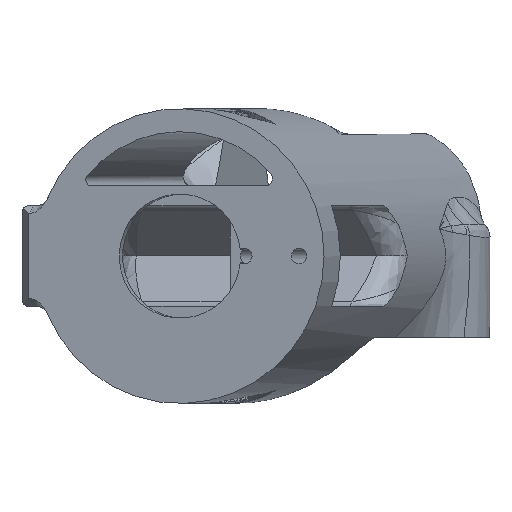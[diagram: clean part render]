
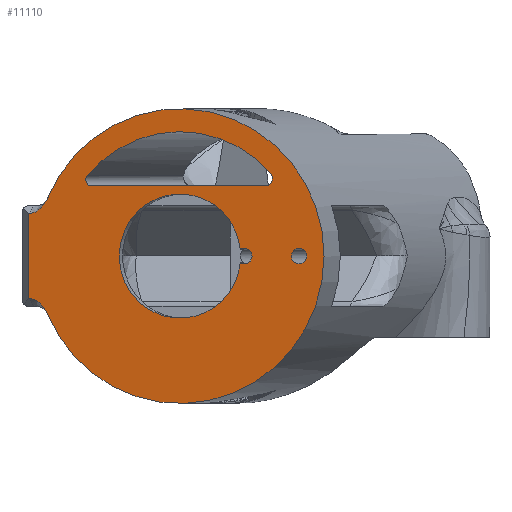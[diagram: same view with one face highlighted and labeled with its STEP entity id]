
A CAD part, left-side view. The second image highlights one B-rep face of the part: STEP entity #11110.
In plain terms, the highlighted planar face has unit normal (-0.978, 0.209, -0.001).
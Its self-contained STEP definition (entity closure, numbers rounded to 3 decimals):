
#552=PLANE('',#11770);
#603=FACE_BOUND('',#1260,.T.);
#604=FACE_BOUND('',#1261,.T.);
#605=FACE_BOUND('',#1262,.T.);
#637=FACE_OUTER_BOUND('',#1259,.T.);
#1259=EDGE_LOOP('',(#8062,#8063,#8064,#8065,#8066,#8067,#8068));
#1260=EDGE_LOOP('',(#8069));
#1261=EDGE_LOOP('',(#8070,#8071,#8072));
#1262=EDGE_LOOP('',(#8073,#8074,#8075,#8076));
#1882=CIRCLE('',#11716,19.);
#1885=CIRCLE('',#11723,19.);
#1895=CIRCLE('',#11745,1.);
#1901=CIRCLE('',#11771,8.);
#1902=CIRCLE('',#11772,1.);
#1903=CIRCLE('',#11773,1.);
#1904=CIRCLE('',#11774,16.);
#1905=CIRCLE('',#11775,1.);
#1906=CIRCLE('',#11776,0.8);
#2475=B_SPLINE_CURVE_WITH_KNOTS('',3,(#16101,#16102,#16103,#16104,#16105,
#16106,#16107,#16108,#16109,#16110),.UNSPECIFIED.,.F.,.F.,(4,2,2,2,4),(0.,
0.061,0.143,0.234,0.328),
 .UNSPECIFIED.);
#2478=B_SPLINE_CURVE_WITH_KNOTS('',3,(#16221,#16222,#16223,#16224,#16225,
#16226,#16227,#16228,#16229,#16230),.UNSPECIFIED.,.F.,.F.,(4,2,2,2,4),(0.,
0.166,0.264,0.309,0.351),
 .UNSPECIFIED.);
#3059=LINE('',#15730,#3709);
#3091=LINE('',#16045,#3741);
#3094=LINE('',#16054,#3744);
#3098=LINE('',#16068,#3748);
#3709=VECTOR('',#11948,10.);
#3741=VECTOR('',#12032,10.);
#3744=VECTOR('',#12041,10.);
#3748=VECTOR('',#12055,10.);
#4380=VERTEX_POINT('',#13140);
#4381=VERTEX_POINT('',#13142);
#4393=VERTEX_POINT('',#13186);
#4883=VERTEX_POINT('',#15727);
#4884=VERTEX_POINT('',#15729);
#4910=VERTEX_POINT('',#15793);
#4929=VERTEX_POINT('',#16042);
#4930=VERTEX_POINT('',#16044);
#4933=VERTEX_POINT('',#16052);
#4938=VERTEX_POINT('',#16066);
#4941=VERTEX_POINT('',#16232);
#4942=VERTEX_POINT('',#16233);
#4943=VERTEX_POINT('',#16235);
#4944=VERTEX_POINT('',#16238);
#4945=VERTEX_POINT('',#16239);
#5598=EDGE_CURVE('',#4381,#4380,#1882,.F.);
#5611=EDGE_CURVE('',#4380,#4393,#1885,.F.);
#6104=EDGE_CURVE('',#4884,#4883,#3059,.T.);
#6137=EDGE_CURVE('',#4910,#4910,#1895,.T.);
#6163=EDGE_CURVE('',#4929,#4930,#3091,.T.);
#6168=EDGE_CURVE('',#4933,#4929,#3094,.T.);
#6175=EDGE_CURVE('',#4938,#4933,#3098,.T.);
#6179=EDGE_CURVE('',#4930,#4393,#2475,.T.);
#6184=EDGE_CURVE('',#4381,#4938,#2478,.T.);
#6185=EDGE_CURVE('',#4941,#4942,#1901,.F.);
#6186=EDGE_CURVE('',#4941,#4943,#1902,.T.);
#6187=EDGE_CURVE('',#4943,#4942,#1903,.T.);
#6188=EDGE_CURVE('',#4944,#4945,#1904,.T.);
#6189=EDGE_CURVE('',#4884,#4945,#1905,.T.);
#6190=EDGE_CURVE('',#4883,#4944,#1906,.F.);
#8062=ORIENTED_EDGE('',*,*,#5598,.T.);
#8063=ORIENTED_EDGE('',*,*,#5611,.T.);
#8064=ORIENTED_EDGE('',*,*,#6179,.F.);
#8065=ORIENTED_EDGE('',*,*,#6163,.F.);
#8066=ORIENTED_EDGE('',*,*,#6168,.F.);
#8067=ORIENTED_EDGE('',*,*,#6175,.F.);
#8068=ORIENTED_EDGE('',*,*,#6184,.F.);
#8069=ORIENTED_EDGE('',*,*,#6137,.T.);
#8070=ORIENTED_EDGE('',*,*,#6185,.F.);
#8071=ORIENTED_EDGE('',*,*,#6186,.T.);
#8072=ORIENTED_EDGE('',*,*,#6187,.T.);
#8073=ORIENTED_EDGE('',*,*,#6188,.T.);
#8074=ORIENTED_EDGE('',*,*,#6189,.F.);
#8075=ORIENTED_EDGE('',*,*,#6104,.T.);
#8076=ORIENTED_EDGE('',*,*,#6190,.T.);
#11110=ADVANCED_FACE('',(#637,#603,#604,#605),#552,.T.);
#11716=AXIS2_PLACEMENT_3D('',#13143,#11903,#11904);
#11723=AXIS2_PLACEMENT_3D('',#13188,#11921,#11922);
#11745=AXIS2_PLACEMENT_3D('',#15795,#12001,#12002);
#11770=AXIS2_PLACEMENT_3D('',#16231,#12068,#12069);
#11771=AXIS2_PLACEMENT_3D('',#16234,#12070,#12071);
#11772=AXIS2_PLACEMENT_3D('',#16236,#12072,#12073);
#11773=AXIS2_PLACEMENT_3D('',#16237,#12074,#12075);
#11774=AXIS2_PLACEMENT_3D('',#16240,#12076,#12077);
#11775=AXIS2_PLACEMENT_3D('',#16241,#12078,#12079);
#11776=AXIS2_PLACEMENT_3D('',#16242,#12080,#12081);
#11903=DIRECTION('center_axis',(0.978,-0.209,0.));
#11904=DIRECTION('ref_axis',(-0.001,0.,
1.));
#11921=DIRECTION('center_axis',(0.978,-0.209,0.));
#11922=DIRECTION('ref_axis',(-0.001,0.,
1.));
#11948=DIRECTION('',(0.209,0.978,0.));
#12001=DIRECTION('center_axis',(0.978,-0.209,0.));
#12002=DIRECTION('ref_axis',(0.043,0.205,0.978));
#12032=DIRECTION('',(-0.209,-0.978,0.));
#12041=DIRECTION('',(-0.001,0.,1.));
#12055=DIRECTION('',(0.209,0.978,0.));
#12068=DIRECTION('center_axis',(-0.978,0.209,0.));
#12069=DIRECTION('ref_axis',(-0.001,0.,
1.));
#12070=DIRECTION('center_axis',(0.978,-0.209,0.));
#12071=DIRECTION('ref_axis',(-0.001,0.,
1.));
#12072=DIRECTION('center_axis',(0.978,-0.209,0.));
#12073=DIRECTION('ref_axis',(0.043,0.205,0.978));
#12074=DIRECTION('center_axis',(0.978,-0.209,0.));
#12075=DIRECTION('ref_axis',(0.043,0.205,0.978));
#12076=DIRECTION('center_axis',(0.978,-0.209,0.));
#12077=DIRECTION('ref_axis',(-0.001,0.,
1.));
#12078=DIRECTION('center_axis',(-0.978,0.209,0.));
#12079=DIRECTION('ref_axis',(-0.191,-0.893,-0.408));
#12080=DIRECTION('center_axis',(-0.978,0.209,0.));
#12081=DIRECTION('ref_axis',(-0.001,0.,1.));
#13140=CARTESIAN_POINT('',(-57.484,298.348,123.908));
#13142=CARTESIAN_POINT('',(-52.985,319.292,97.797));
#13143=CARTESIAN_POINT('Origin',(-56.641,302.236,105.33));
#13186=CARTESIAN_POINT('',(-52.993,319.291,112.867));
#13188=CARTESIAN_POINT('Origin',(-56.641,302.236,105.33));
#15727=CARTESIAN_POINT('',(-54.213,313.597,114.375));
#15729=CARTESIAN_POINT('',(-58.987,291.303,114.372));
#15730=CARTESIAN_POINT('',(-55.044,309.716,114.374));
#15793=CARTESIAN_POINT('',(-59.972,286.679,104.352));
#15795=CARTESIAN_POINT('Origin',(-59.929,286.884,105.329));
#16042=CARTESIAN_POINT('',(-52.456,321.792,110.832));
#16044=CARTESIAN_POINT('',(-52.492,321.625,110.832));
#16045=CARTESIAN_POINT('',(-55.534,307.419,110.831));
#16052=CARTESIAN_POINT('',(-52.451,321.792,99.832));
#16054=CARTESIAN_POINT('',(-52.449,321.792,95.832));
#16066=CARTESIAN_POINT('',(-52.486,321.626,99.832));
#16068=CARTESIAN_POINT('',(-55.529,307.419,99.831));
#16101=CARTESIAN_POINT('Ctrl Pts',(-52.492,321.625,110.832));
#16102=CARTESIAN_POINT('Ctrl Pts',(-52.534,321.427,110.832));
#16103=CARTESIAN_POINT('Ctrl Pts',(-52.576,321.231,110.874));
#16104=CARTESIAN_POINT('Ctrl Pts',(-52.67,320.793,111.04));
#16105=CARTESIAN_POINT('Ctrl Pts',(-52.72,320.561,111.188));
#16106=CARTESIAN_POINT('Ctrl Pts',(-52.814,320.125,111.557));
#16107=CARTESIAN_POINT('Ctrl Pts',(-52.857,319.922,111.789));
#16108=CARTESIAN_POINT('Ctrl Pts',(-52.933,319.567,112.295));
#16109=CARTESIAN_POINT('Ctrl Pts',(-52.966,319.414,112.576));
#16110=CARTESIAN_POINT('Ctrl Pts',(-52.993,319.291,112.867));
#16221=CARTESIAN_POINT('Ctrl Pts',(-52.985,319.292,97.797));
#16222=CARTESIAN_POINT('Ctrl Pts',(-52.939,319.506,98.305));
#16223=CARTESIAN_POINT('Ctrl Pts',(-52.875,319.806,98.766));
#16224=CARTESIAN_POINT('Ctrl Pts',(-52.755,320.37,99.332));
#16225=CARTESIAN_POINT('Ctrl Pts',(-52.704,320.609,99.516));
#16226=CARTESIAN_POINT('Ctrl Pts',(-52.622,320.993,99.705));
#16227=CARTESIAN_POINT('Ctrl Pts',(-52.595,321.12,99.752));
#16228=CARTESIAN_POINT('Ctrl Pts',(-52.54,321.373,99.816));
#16229=CARTESIAN_POINT('Ctrl Pts',(-52.513,321.499,99.832));
#16230=CARTESIAN_POINT('Ctrl Pts',(-52.486,321.626,99.832));
#16231=CARTESIAN_POINT('Origin',(-55.529,307.419,99.831));
#16232=CARTESIAN_POINT('',(-58.308,294.457,106.168));
#16233=CARTESIAN_POINT('',(-58.307,294.457,104.49));
#16234=CARTESIAN_POINT('Origin',(-56.641,302.236,105.33));
#16235=CARTESIAN_POINT('',(-58.465,293.72,104.352));
#16236=CARTESIAN_POINT('Origin',(-58.421,293.925,105.329));
#16237=CARTESIAN_POINT('Origin',(-58.421,293.925,105.329));
#16238=CARTESIAN_POINT('',(-54.085,314.195,115.691));
#16239=CARTESIAN_POINT('',(-59.144,290.575,116.039));
#16240=CARTESIAN_POINT('Origin',(-56.641,302.236,105.374));
#16241=CARTESIAN_POINT('Origin',(-58.988,291.303,115.372));
#16242=CARTESIAN_POINT('Origin',(-54.213,313.597,115.175));
